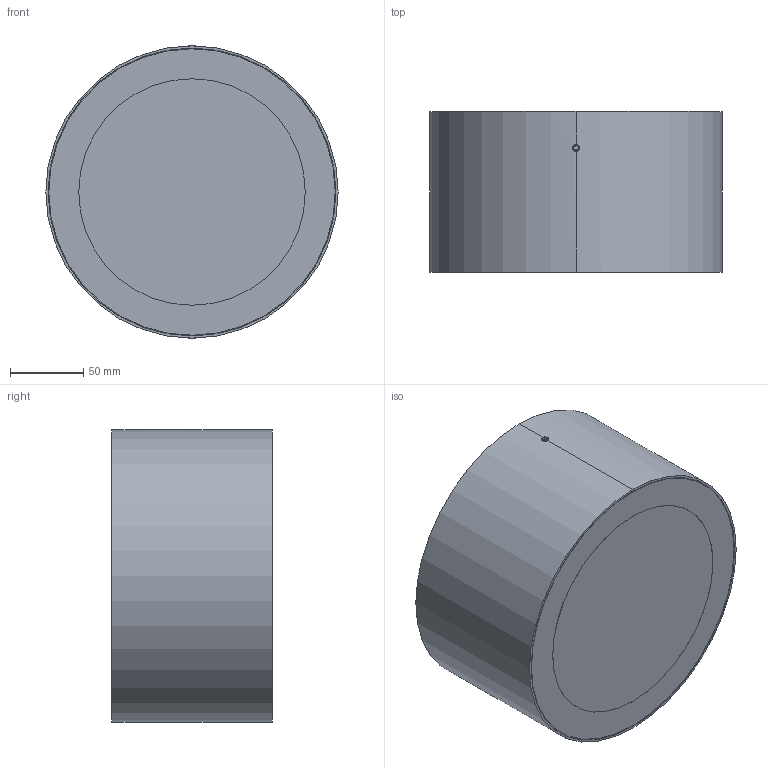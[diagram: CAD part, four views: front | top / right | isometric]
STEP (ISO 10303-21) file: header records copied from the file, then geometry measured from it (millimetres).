
FILE_DESCRIPTION (( 'STEP AP203' ), '1' );
FILE_NAME ('SOL.STEP', '2024-02-02T10:09:01', ( '' ), ( '' ), 'SwSTEP 2.0', 'SolidWorks 2022', '' );
FILE_SCHEMA (( 'CONFIG_CONTROL_DESIGN' ));
Length unit declared in the file: millimetre
Products named in the file (12): M244A_Rura korpusu spawanie_rs_M244C_rs; WKR STOZ IMB M4x_rs_x08; M244A_Rura korpusu klejenie_rs_M244C_rs; Wkr docisk b łba M5x_rs_M5 x 12; M244A_Rura korpusu kpl_rs_M244C_rs; M244A_Stopa kpl_rs_M244C_rs; SOL; W 7_STOPA_M 8890HIT_rs_M244C_Pierścień_rs; W 7_STOPA_M 8890HIT_rs_M244B_rs; M244A_Rura_rs_M244C_rs; M244B_Pierścień rury_rs; M244A_Szybka_rs_M244A_PC Clear rs
Assembly tree (13 placements, depth 5):
  SOL
    M244A_Rura korpusu kpl_rs_M244C_rs
      M244A_Rura korpusu klejenie_rs_M244C_rs
        M244A_Rura korpusu spawanie_rs_M244C_rs
          M244A_Rura_rs_M244C_rs
          M244B_Pierścień rury_rs
          W 7_STOPA_M 8890HIT_rs_M244C_Pierścień_rs
        M244A_Szybka_rs_M244A_PC Clear rs
      Wkr docisk b łba M5x_rs_M5 x 12  x2
    M244A_Stopa kpl_rs_M244C_rs
      W 7_STOPA_M 8890HIT_rs_M244B_rs
      WKR STOZ IMB M4x_rs_x08  x2
Bounding box: 200 x 110 x 200 mm (x, y, z)
Volume: 773703.4 mm3; surface area: 358771.4 mm2
Topology: 9 solids, 9 shells, 274 faces, 640 edges, 391 vertices
Faces by surface type: plane 82, cylinder 66, cone 58, torus 53, bspline 15
Entity records: 9198 total; most frequent: CARTESIAN_POINT 2292, DIRECTION 1288, ORIENTED_EDGE 1108, AXIS2_PLACEMENT_3D 555, EDGE_CURVE 554, VERTEX_POINT 344, CIRCLE 313, EDGE_LOOP 274
